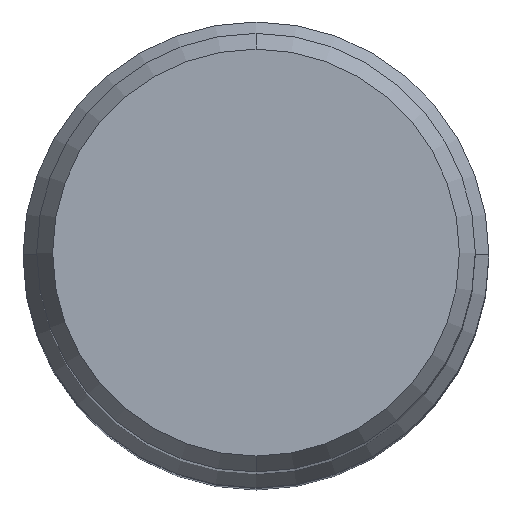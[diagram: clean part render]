
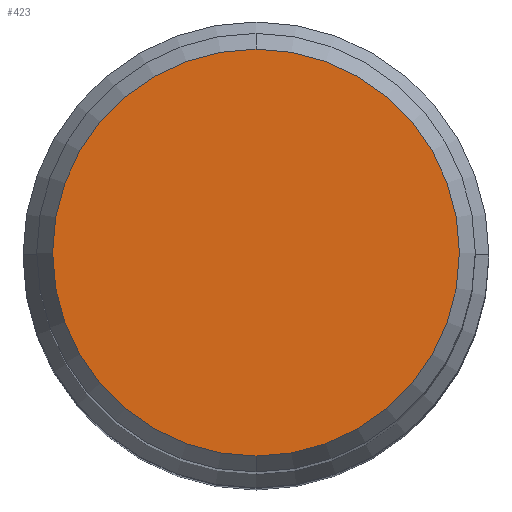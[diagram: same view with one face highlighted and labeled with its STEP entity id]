
A CAD part, top view. The second image highlights one B-rep face of the part: STEP entity #423.
In plain terms, the highlighted planar face has unit normal (0, 0, 1).
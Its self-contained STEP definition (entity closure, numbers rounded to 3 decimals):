
#269=VERTEX_POINT('',#634);
#331=EDGE_CURVE('',#269,#353,#704,.T.);
#353=VERTEX_POINT('',#731);
#423=ADVANCED_FACE('',(#810),#811,.T.);
#429=EDGE_CURVE('',#353,#269,#817,.T.);
#634=CARTESIAN_POINT('',(0.0,7.423,0.0));
#704=CIRCLE('',#1234,7.423);
#731=CARTESIAN_POINT('',(0.,-7.423,0.0));
#810=FACE_OUTER_BOUND('',#1388,.T.);
#811=PLANE('',#1389);
#817=CIRCLE('',#1397,7.423);
#1234=AXIS2_PLACEMENT_3D('',#1895,#1896,#1897);
#1388=EDGE_LOOP('',(#2042,#2043));
#1389=AXIS2_PLACEMENT_3D('',#2044,#2045,#2046);
#1397=AXIS2_PLACEMENT_3D('',#2050,#2051,#2052);
#1895=CARTESIAN_POINT('',(0.0,0.0,0.0));
#1896=DIRECTION('',(0.0,0.0,-1.0));
#1897=DIRECTION('',(0.0,1.0,0.0));
#2042=ORIENTED_EDGE('',*,*,#331,.F.);
#2043=ORIENTED_EDGE('',*,*,#429,.F.);
#2044=CARTESIAN_POINT('',(0.0,3.711,0.0));
#2045=DIRECTION('',(-0.0,0.0,1.0));
#2046=DIRECTION('',(0.0,-1.0,0.0));
#2050=CARTESIAN_POINT('',(0.0,0.0,0.0));
#2051=DIRECTION('',(0.0,0.0,-1.0));
#2052=DIRECTION('',(0.0,1.0,0.0));
